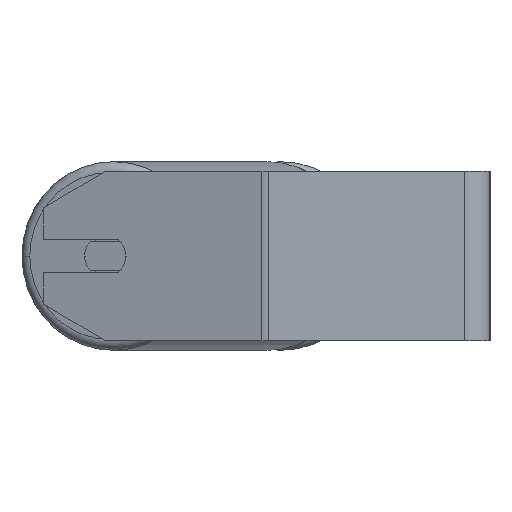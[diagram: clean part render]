
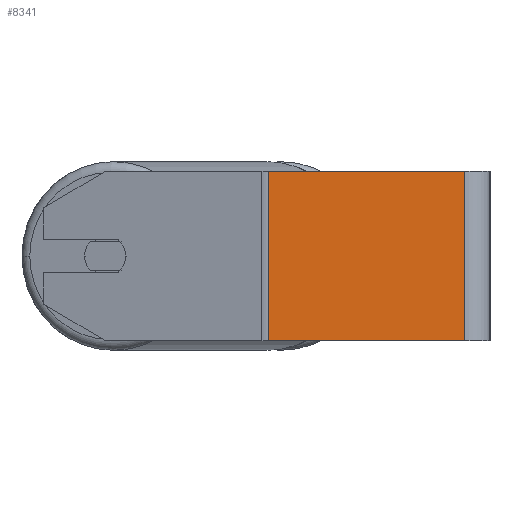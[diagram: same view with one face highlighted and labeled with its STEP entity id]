
A CAD part, left-side view. The second image highlights one B-rep face of the part: STEP entity #8341.
In plain terms, the highlighted planar face has unit normal (-1, 0, 0).
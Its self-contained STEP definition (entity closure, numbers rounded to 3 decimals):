
#389 = FACE_OUTER_BOUND ( 'NONE', #5056, .T. ) ;
#485 = ORIENTED_EDGE ( 'NONE', *, *, #7380, .F. ) ;
#834 = LINE ( 'NONE', #5541, #7179 ) ;
#859 = LINE ( 'NONE', #1611, #7085 ) ;
#958 = DIRECTION ( 'NONE',  ( 0., 0., -1. ) ) ;
#1147 = DIRECTION ( 'NONE',  ( 1., 0., 0. ) ) ;
#1202 = DIRECTION ( 'NONE',  ( 0., -1., 0. ) ) ;
#1611 = CARTESIAN_POINT ( 'NONE',  ( -490., 106.086, -40. ) ) ;
#1705 = VECTOR ( 'NONE', #958, 1000. ) ;
#1823 = CARTESIAN_POINT ( 'NONE',  ( -490., 106.086, 40. ) ) ;
#2332 = ORIENTED_EDGE ( 'NONE', *, *, #6310, .F. ) ;
#2662 = CARTESIAN_POINT ( 'NONE',  ( -490., 104.506, -40. ) ) ;
#2843 = CARTESIAN_POINT ( 'NONE',  ( -490., 12., 40. ) ) ;
#3040 = EDGE_CURVE ( 'NONE', #6438, #4235, #859, .T. ) ;
#3133 = DIRECTION ( 'NONE',  ( 0., 0., -1. ) ) ;
#3566 = AXIS2_PLACEMENT_3D ( 'NONE', #6634, #1147, #3133 ) ;
#3765 = ORIENTED_EDGE ( 'NONE', *, *, #4940, .T. ) ;
#4235 = VERTEX_POINT ( 'NONE', #6441 ) ;
#4661 = ORIENTED_EDGE ( 'NONE', *, *, #3040, .T. ) ;
#4940 = EDGE_CURVE ( 'NONE', #6098, #6438, #834, .T. ) ;
#4971 = DIRECTION ( 'NONE',  ( 0., -1., 0. ) ) ;
#5056 = EDGE_LOOP ( 'NONE', ( #4661, #485, #2332, #3765 ) ) ;
#5230 = VECTOR ( 'NONE', #1202, 1000. ) ;
#5541 = CARTESIAN_POINT ( 'NONE',  ( -490., 104.506, 40. ) ) ;
#5583 = DIRECTION ( 'NONE',  ( 0., 0., -1. ) ) ;
#6098 = VERTEX_POINT ( 'NONE', #7252 ) ;
#6310 = EDGE_CURVE ( 'NONE', #6098, #6500, #7901, .T. ) ;
#6438 = VERTEX_POINT ( 'NONE', #2662 ) ;
#6441 = CARTESIAN_POINT ( 'NONE',  ( -490., 12., -40. ) ) ;
#6500 = VERTEX_POINT ( 'NONE', #2843 ) ;
#6586 = PLANE ( 'NONE',  #3566 ) ;
#6634 = CARTESIAN_POINT ( 'NONE',  ( -490., 106.086, 40. ) ) ;
#7085 = VECTOR ( 'NONE', #4971, 1000. ) ;
#7179 = VECTOR ( 'NONE', #5583, 1000. ) ;
#7252 = CARTESIAN_POINT ( 'NONE',  ( -490., 104.506, 40. ) ) ;
#7380 = EDGE_CURVE ( 'NONE', #6500, #4235, #8269, .T. ) ;
#7901 = LINE ( 'NONE', #1823, #5230 ) ;
#8269 = LINE ( 'NONE', #8400, #1705 ) ;
#8341 = ADVANCED_FACE ( 'NONE', ( #389 ), #6586, .F. ) ;
#8400 = CARTESIAN_POINT ( 'NONE',  ( -490., 12., 40. ) ) ;
